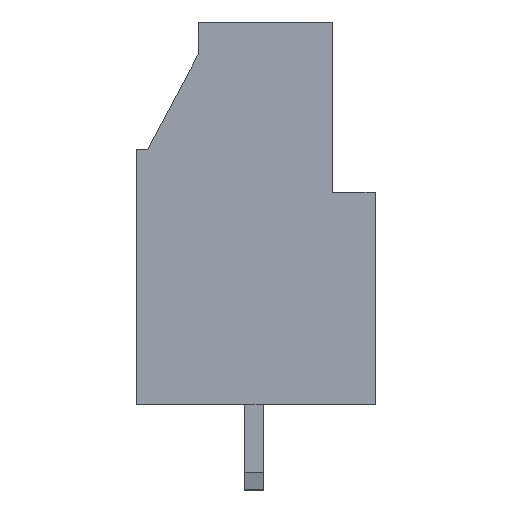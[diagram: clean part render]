
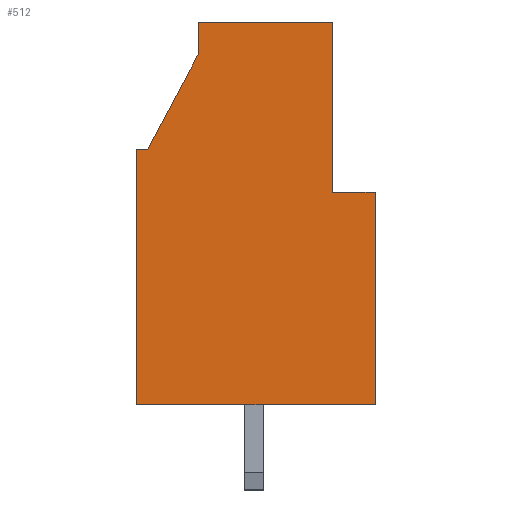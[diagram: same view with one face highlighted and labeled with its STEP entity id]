
A CAD part, front view. The second image highlights one B-rep face of the part: STEP entity #512.
In plain terms, the highlighted planar face has unit normal (0, -1, 0).
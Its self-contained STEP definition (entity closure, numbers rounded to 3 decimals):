
#512 = ADVANCED_FACE( '', ( #1039 ), #1040, .F. );
#1039 = FACE_OUTER_BOUND( '', #1584, .T. );
#1040 = PLANE( '', #1585 );
#1584 = EDGE_LOOP( '', ( #2960, #2961, #2962, #2963, #2964, #2965, #2966, #2967, #2968 ) );
#1585 = AXIS2_PLACEMENT_3D( '', #2969, #2970, #2971 );
#2960 = ORIENTED_EDGE( '', *, *, #3571, .F. );
#2961 = ORIENTED_EDGE( '', *, *, #3770, .F. );
#2962 = ORIENTED_EDGE( '', *, *, #3690, .F. );
#2963 = ORIENTED_EDGE( '', *, *, #3927, .F. );
#2964 = ORIENTED_EDGE( '', *, *, #3928, .F. );
#2965 = ORIENTED_EDGE( '', *, *, #3581, .T. );
#2966 = ORIENTED_EDGE( '', *, *, #3501, .F. );
#2967 = ORIENTED_EDGE( '', *, *, #3746, .T. );
#2968 = ORIENTED_EDGE( '', *, *, #3929, .F. );
#2969 = CARTESIAN_POINT( '', ( 12.134, -2.5, 19.8 ) );
#2970 = DIRECTION( '', ( 0., 1., 0. ) );
#2971 = DIRECTION( '', ( 1., 0., 0. ) );
#3501 = EDGE_CURVE( '', #4266, #4268, #4269, .T. );
#3571 = EDGE_CURVE( '', #4381, #4379, #4383, .T. );
#3581 = EDGE_CURVE( '', #4399, #4268, #4400, .T. );
#3690 = EDGE_CURVE( '', #4571, #4573, #4574, .T. );
#3746 = EDGE_CURVE( '', #4266, #4646, #4648, .T. );
#3770 = EDGE_CURVE( '', #4573, #4381, #4679, .T. );
#3927 = EDGE_CURVE( '', #4886, #4571, #4887, .T. );
#3928 = EDGE_CURVE( '', #4399, #4886, #4888, .T. );
#3929 = EDGE_CURVE( '', #4379, #4646, #4889, .T. );
#4266 = VERTEX_POINT( '', #5342 );
#4268 = VERTEX_POINT( '', #5345 );
#4269 = LINE( '', #5346, #5347 );
#4379 = VERTEX_POINT( '', #5509 );
#4381 = VERTEX_POINT( '', #5512 );
#4383 = LINE( '', #5515, #5516 );
#4399 = VERTEX_POINT( '', #5539 );
#4400 = LINE( '', #5540, #5541 );
#4571 = VERTEX_POINT( '', #5788 );
#4573 = VERTEX_POINT( '', #5791 );
#4574 = LINE( '', #5792, #5793 );
#4646 = VERTEX_POINT( '', #5903 );
#4648 = LINE( '', #5906, #5907 );
#4679 = LINE( '', #5953, #5954 );
#4886 = VERTEX_POINT( '', #6270 );
#4887 = LINE( '', #6271, #6272 );
#4888 = LINE( '', #6273, #6274 );
#4889 = LINE( '', #6275, #6276 );
#5342 = CARTESIAN_POINT( '', ( 11.2, -2.5, 0. ) );
#5345 = CARTESIAN_POINT( '', ( 0., -2.5, 0. ) );
#5346 = CARTESIAN_POINT( '', ( 5.35, -2.5, 0. ) );
#5347 = VECTOR( '', #6522, 1000. );
#5509 = CARTESIAN_POINT( '', ( 9.2, -2.5, 10. ) );
#5512 = CARTESIAN_POINT( '', ( 9.2, -2.5, 18. ) );
#5515 = CARTESIAN_POINT( '', ( 9.2, -2.5, 18. ) );
#5516 = VECTOR( '', #6589, 1000. );
#5539 = CARTESIAN_POINT( '', ( 0., -2.5, 12. ) );
#5540 = CARTESIAN_POINT( '', ( 0., -2.5, -1. ) );
#5541 = VECTOR( '', #6597, 1000. );
#5788 = CARTESIAN_POINT( '', ( 2.9, -2.5, 16.5 ) );
#5791 = CARTESIAN_POINT( '', ( 2.9, -2.5, 18. ) );
#5792 = CARTESIAN_POINT( '', ( 2.9, -2.5, -1. ) );
#5793 = VECTOR( '', #6696, 1000. );
#5903 = CARTESIAN_POINT( '', ( 11.2, -2.5, 10. ) );
#5906 = CARTESIAN_POINT( '', ( 11.2, -2.5, -1. ) );
#5907 = VECTOR( '', #6745, 1000. );
#5953 = CARTESIAN_POINT( '', ( 5.35, -2.5, 18. ) );
#5954 = VECTOR( '', #6761, 1000. );
#6270 = CARTESIAN_POINT( '', ( 0.5, -2.5, 12. ) );
#6271 = CARTESIAN_POINT( '', ( -6.433, -2.5, -1. ) );
#6272 = VECTOR( '', #6874, 1000. );
#6273 = CARTESIAN_POINT( '', ( 5.35, -2.5, 12. ) );
#6274 = VECTOR( '', #6875, 1000. );
#6275 = CARTESIAN_POINT( '', ( 9.038, -2.5, 10. ) );
#6276 = VECTOR( '', #6876, 1000. );
#6522 = DIRECTION( '', ( -1., 0., 0. ) );
#6589 = DIRECTION( '', ( 0., 0., -1. ) );
#6597 = DIRECTION( '', ( 0., 0., -1. ) );
#6696 = DIRECTION( '', ( 0., 0., 1. ) );
#6745 = DIRECTION( '', ( 0., 0., 1. ) );
#6761 = DIRECTION( '', ( 1., 0., 0. ) );
#6874 = DIRECTION( '', ( 0.471, 0., 0.882 ) );
#6875 = DIRECTION( '', ( 1., 0., 0. ) );
#6876 = DIRECTION( '', ( 1., 0., 0. ) );
